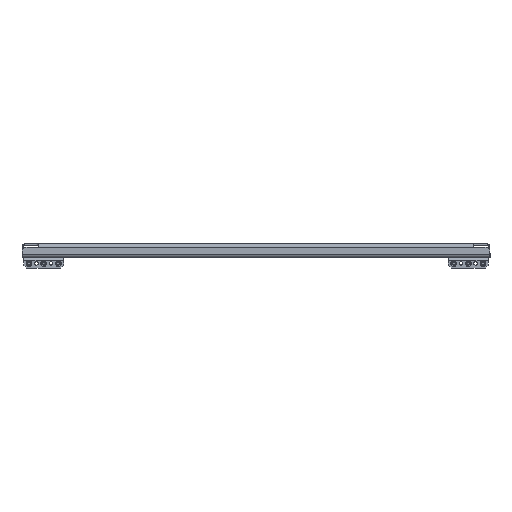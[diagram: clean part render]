
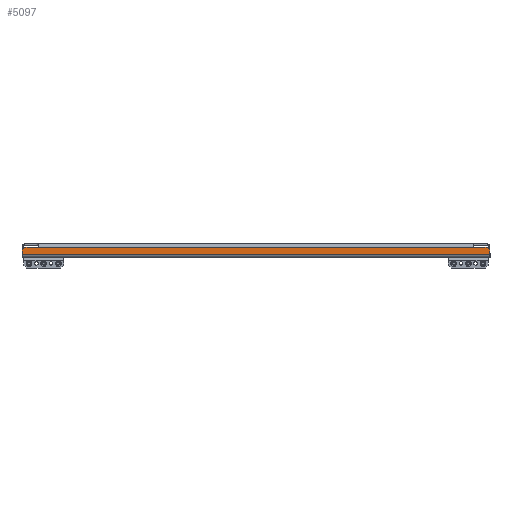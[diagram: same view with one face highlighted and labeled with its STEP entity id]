
A CAD part, left-side view. The second image highlights one B-rep face of the part: STEP entity #5097.
In plain terms, the highlighted planar face has unit normal (-1, 0, 0).
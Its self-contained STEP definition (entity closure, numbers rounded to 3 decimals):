
#81 = VERTEX_POINT ( 'NONE', #2907 ) ;
#327 = DIRECTION ( 'NONE',  ( 0., 0., -1. ) ) ;
#755 = DIRECTION ( 'NONE',  ( 0., 0.707, -0.707 ) ) ;
#1006 = LINE ( 'NONE', #8630, #10614 ) ;
#1165 = VECTOR ( 'NONE', #5693, 1000. ) ;
#1178 = EDGE_CURVE ( 'NONE', #7139, #7982, #11167, .T. ) ;
#1344 = VECTOR ( 'NONE', #9987, 1000. ) ;
#1390 = VERTEX_POINT ( 'NONE', #3950 ) ;
#1487 = LINE ( 'NONE', #2698, #1165 ) ;
#1498 = PLANE ( 'NONE',  #4760 ) ;
#1524 = CARTESIAN_POINT ( 'NONE',  ( -449.5, -399.5, 0. ) ) ;
#1567 = LINE ( 'NONE', #11919, #2845 ) ;
#1574 = ORIENTED_EDGE ( 'NONE', *, *, #1178, .T. ) ;
#2247 = VECTOR ( 'NONE', #11602, 1000. ) ;
#2600 = CARTESIAN_POINT ( 'NONE',  ( -449.5, 371.5, -3. ) ) ;
#2698 = CARTESIAN_POINT ( 'NONE',  ( -449.5, -399.5, -3. ) ) ;
#2790 = VERTEX_POINT ( 'NONE', #3417 ) ;
#2845 = VECTOR ( 'NONE', #755, 1000. ) ;
#2907 = CARTESIAN_POINT ( 'NONE',  ( -449.5, 394.5, -3. ) ) ;
#3169 = CARTESIAN_POINT ( 'NONE',  ( -449.5, -399.5, -15. ) ) ;
#3417 = CARTESIAN_POINT ( 'NONE',  ( -449.5, -394.5, -3. ) ) ;
#3557 = EDGE_CURVE ( 'NONE', #1390, #7139, #7907, .T. ) ;
#3760 = CARTESIAN_POINT ( 'NONE',  ( -449.5, 399.5, 0. ) ) ;
#3950 = CARTESIAN_POINT ( 'NONE',  ( -449.5, 399.5, -15. ) ) ;
#4026 = EDGE_CURVE ( 'NONE', #7982, #2790, #1006, .T. ) ;
#4057 = ORIENTED_EDGE ( 'NONE', *, *, #8299, .T. ) ;
#4282 = VECTOR ( 'NONE', #9626, 1000. ) ;
#4336 = ORIENTED_EDGE ( 'NONE', *, *, #3557, .T. ) ;
#4680 = EDGE_CURVE ( 'NONE', #81, #7981, #10435, .T. ) ;
#4760 = AXIS2_PLACEMENT_3D ( 'NONE', #10548, #11616, #327 ) ;
#4984 = LINE ( 'NONE', #2600, #2247 ) ;
#5039 = CARTESIAN_POINT ( 'NONE',  ( -449.5, 399.5, -8. ) ) ;
#5097 = ADVANCED_FACE ( 'NONE', ( #6260 ), #1498, .F. ) ;
#5469 = ORIENTED_EDGE ( 'NONE', *, *, #13210, .T. ) ;
#5693 = DIRECTION ( 'NONE',  ( 0., -1., 0. ) ) ;
#5747 = CARTESIAN_POINT ( 'NONE',  ( -449.5, -399.5, -3. ) ) ;
#5914 = ORIENTED_EDGE ( 'NONE', *, *, #4026, .T. ) ;
#6076 = CARTESIAN_POINT ( 'NONE',  ( -449.5, -399.5, -8. ) ) ;
#6260 = FACE_OUTER_BOUND ( 'NONE', #9363, .T. ) ;
#6347 = VECTOR ( 'NONE', #8956, 1000. ) ;
#6599 = VECTOR ( 'NONE', #12924, 1000. ) ;
#6611 = DIRECTION ( 'NONE',  ( 0., 0.707, 0.707 ) ) ;
#7139 = VERTEX_POINT ( 'NONE', #3169 ) ;
#7907 = LINE ( 'NONE', #9041, #1344 ) ;
#7981 = VERTEX_POINT ( 'NONE', #12246 ) ;
#7982 = VERTEX_POINT ( 'NONE', #6076 ) ;
#8017 = ORIENTED_EDGE ( 'NONE', *, *, #11404, .F. ) ;
#8237 = ORIENTED_EDGE ( 'NONE', *, *, #9737, .T. ) ;
#8299 = EDGE_CURVE ( 'NONE', #81, #11016, #1567, .T. ) ;
#8630 = CARTESIAN_POINT ( 'NONE',  ( -449.5, -399.5, -8. ) ) ;
#8956 = DIRECTION ( 'NONE',  ( 0., 0., -1. ) ) ;
#9041 = CARTESIAN_POINT ( 'NONE',  ( -449.5, 399.5, -15. ) ) ;
#9363 = EDGE_LOOP ( 'NONE', ( #1574, #5914, #8017, #5469, #10039, #4057, #8237, #4336 ) ) ;
#9626 = DIRECTION ( 'NONE',  ( 0., 0., 1. ) ) ;
#9737 = EDGE_CURVE ( 'NONE', #11016, #1390, #11791, .T. ) ;
#9987 = DIRECTION ( 'NONE',  ( 0., -1., 0. ) ) ;
#10039 = ORIENTED_EDGE ( 'NONE', *, *, #4680, .F. ) ;
#10435 = LINE ( 'NONE', #5747, #6599 ) ;
#10548 = CARTESIAN_POINT ( 'NONE',  ( -449.5, 0., 0. ) ) ;
#10614 = VECTOR ( 'NONE', #6611, 1000. ) ;
#11016 = VERTEX_POINT ( 'NONE', #5039 ) ;
#11167 = LINE ( 'NONE', #1524, #4282 ) ;
#11360 = VERTEX_POINT ( 'NONE', #12920 ) ;
#11404 = EDGE_CURVE ( 'NONE', #11360, #2790, #1487, .T. ) ;
#11602 = DIRECTION ( 'NONE',  ( 0., 1., 0. ) ) ;
#11616 = DIRECTION ( 'NONE',  ( 1., 0., 0. ) ) ;
#11791 = LINE ( 'NONE', #3760, #6347 ) ;
#11919 = CARTESIAN_POINT ( 'NONE',  ( -449.5, 394.5, -3. ) ) ;
#12246 = CARTESIAN_POINT ( 'NONE',  ( -449.5, 371.5, -3. ) ) ;
#12920 = CARTESIAN_POINT ( 'NONE',  ( -449.5, -371.5, -3. ) ) ;
#12924 = DIRECTION ( 'NONE',  ( 0., -1., 0. ) ) ;
#13210 = EDGE_CURVE ( 'NONE', #11360, #7981, #4984, .T. ) ;
